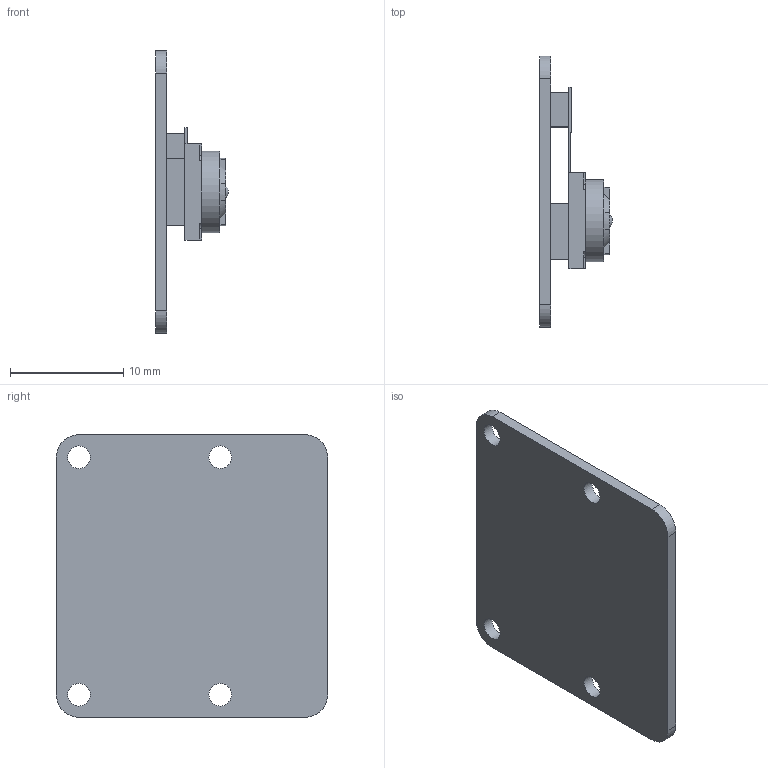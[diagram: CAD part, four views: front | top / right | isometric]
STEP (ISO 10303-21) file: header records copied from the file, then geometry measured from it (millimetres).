
FILE_DESCRIPTION(/* description */ (''),/* implementation_level */ '2;1');
FILE_NAME(/* name */ 'Cam V2.1 v1.step',/* time_stamp */ '2019-12-01T21:25:47+01:00',/* author */ (''),/* organization */ (''),/* preprocessor_version */ 'ST-DEVELOPER v18',/* originating_system */ 'Autodesk Translation Framework v8.12.0.6',/* authorisation */ '');
FILE_SCHEMA (('AUTOMOTIVE_DESIGN { 1 0 10303 214 3 1 1 }'));
Length unit declared in the file: millimetre
Products named in the file (1): Cam V2.1
Bounding box: 6.45 x 24 x 25 mm (x, y, z)
Volume: 859 mm3; surface area: 1682.7 mm2
Topology: 1 solids, 1 shells, 247 faces, 1649 edges, 1511 vertices
Faces by surface type: plane 206, bspline 20, cylinder 16, cone 4, sphere 1
Full cylindrical faces by diameter (mm): 1.5 x1, 2 x4, 6 x1, 6.25 x1, 7.25 x1
Entity records: 19808 total; most frequent: CARTESIAN_POINT 8193, ORIENTED_EDGE 3296, EDGE_CURVE 1648, VERTEX_POINT 1511, DIRECTION 1163, B_SPLINE_CURVE_WITH_KNOTS 967, LINE 583, VECTOR 583
